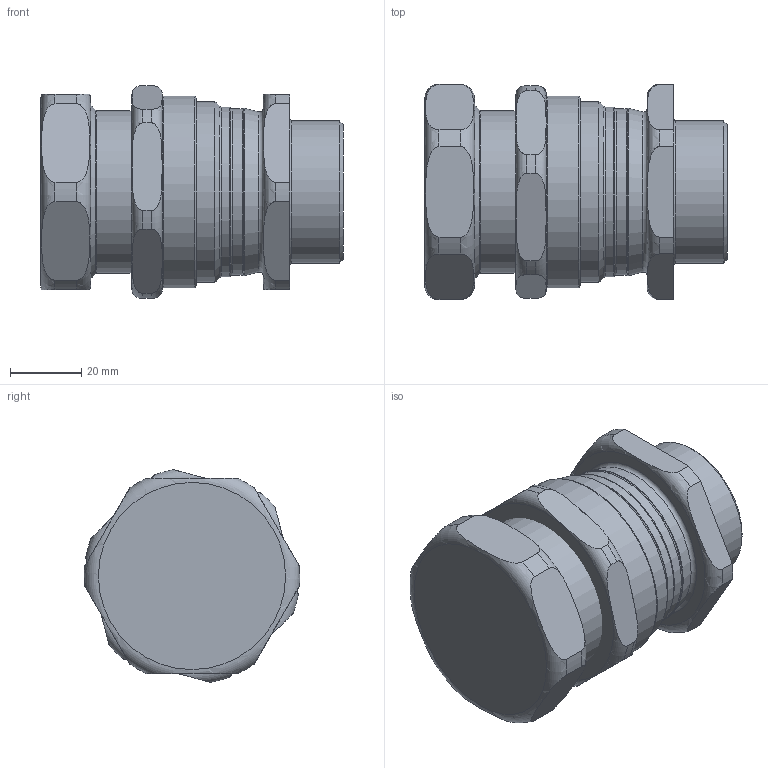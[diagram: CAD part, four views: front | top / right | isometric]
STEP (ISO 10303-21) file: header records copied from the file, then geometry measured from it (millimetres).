
FILE_DESCRIPTION(/* description */ (''),/* implementation_level */ '2;1');
FILE_NAME(/* name */ 'CSB 656N C2 -X.stp',/* time_stamp */ '2021-04-26T12:07:45+06:00',/* author */ ('vinaykumark'),/* organization */ (''),/* preprocessor_version */ 'ST-DEVELOPER v18',/* originating_system */ 'Autodesk Inventor 2020',/* authorisation */ '');
FILE_SCHEMA (('AUTOMOTIVE_DESIGN { 1 0 10303 214 3 1 1 }'));
Length unit declared in the file: inch
Products named in the file (1): CSB 656N C2 -X
Bounding box: 85 x 60.59 x 59.71 mm (x, y, z)
Volume: 252588.7 mm3; surface area: 43722.6 mm2
Topology: 6 solids, 6 shells, 286 faces, 816 edges, 565 vertices
Faces by surface type: plane 108, bspline 95, torus 39, cylinder 34, cone 10
Full cylindrical faces by diameter (mm): 32.3 x1, 32.5 x1, 36 x1, 37.5 x1, 39.9 x1, 40 x1, 41.9 x1, 45.7 x2, 46.722 x1, 47.6 x1, 47.722 x1, 50.8 x1, 54 x1
Entity records: 11165 total; most frequent: CARTESIAN_POINT 3773, ORIENTED_EDGE 1626, DIRECTION 1227, EDGE_CURVE 813, VERTEX_POINT 559, AXIS2_PLACEMENT_3D 446, LINE 335, VECTOR 335
